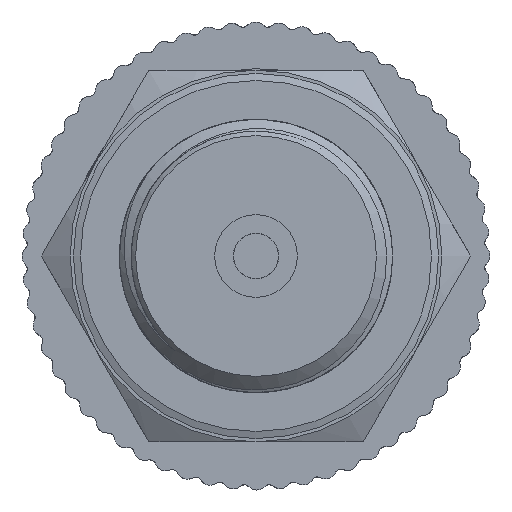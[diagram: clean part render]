
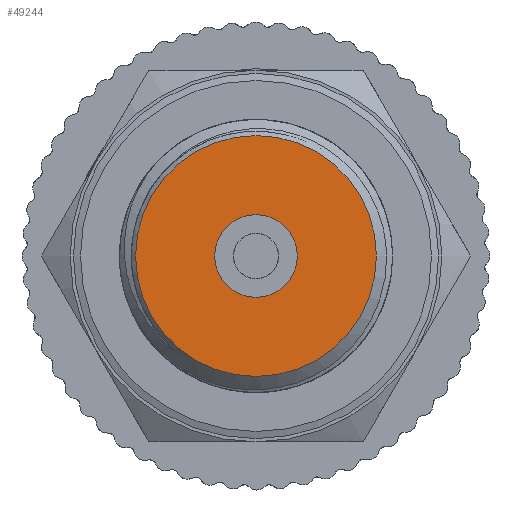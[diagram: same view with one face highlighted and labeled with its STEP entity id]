
A CAD part, left-side view. The second image highlights one B-rep face of the part: STEP entity #49244.
In plain terms, the highlighted conical face has half-angle 90 degrees and reference radius 5.875 mm.
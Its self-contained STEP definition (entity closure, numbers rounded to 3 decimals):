
#3021=CONICAL_SURFACE('',#51875,5.875,1.571);
#3353=FACE_OUTER_BOUND('',#6041,.T.);
#6041=EDGE_LOOP('',(#34381,#34382,#34383,#34384));
#8518=CIRCLE('',#51874,3.);
#8519=CIRCLE('',#51876,8.75);
#11110=LINE('',#88533,#15559);
#15559=VECTOR('',#56585,5.875);
#20240=VERTEX_POINT('',#88528);
#20241=VERTEX_POINT('',#88532);
#25711=EDGE_CURVE('',#20240,#20240,#8518,.T.);
#25713=EDGE_CURVE('',#20240,#20241,#11110,.T.);
#25714=EDGE_CURVE('',#20241,#20241,#8519,.T.);
#34381=ORIENTED_EDGE('',*,*,#25711,.T.);
#34382=ORIENTED_EDGE('',*,*,#25713,.T.);
#34383=ORIENTED_EDGE('',*,*,#25714,.F.);
#34384=ORIENTED_EDGE('',*,*,#25713,.F.);
#49244=ADVANCED_FACE('',(#3353),#3021,.F.);
#51874=AXIS2_PLACEMENT_3D('',#88529,#56580,#56581);
#51875=AXIS2_PLACEMENT_3D('',#88531,#56583,#56584);
#51876=AXIS2_PLACEMENT_3D('',#88534,#56586,#56587);
#56580=DIRECTION('center_axis',(1.,0.,0.));
#56581=DIRECTION('ref_axis',(0.,0.,-1.));
#56583=DIRECTION('center_axis',(-1.,0.,0.));
#56584=DIRECTION('ref_axis',(0.,1.,0.));
#56585=DIRECTION('',(0.,-1.,0.));
#56586=DIRECTION('center_axis',(1.,0.,0.));
#56587=DIRECTION('ref_axis',(0.,0.,-1.));
#88528=CARTESIAN_POINT('',(-67.,-3.,0.));
#88529=CARTESIAN_POINT('Origin',(-67.,0.,0.));
#88531=CARTESIAN_POINT('Origin',(-67.,0.,0.));
#88532=CARTESIAN_POINT('',(-67.,-8.75,0.));
#88533=CARTESIAN_POINT('',(-67.,-5.875,0.));
#88534=CARTESIAN_POINT('Origin',(-67.,0.,0.));
